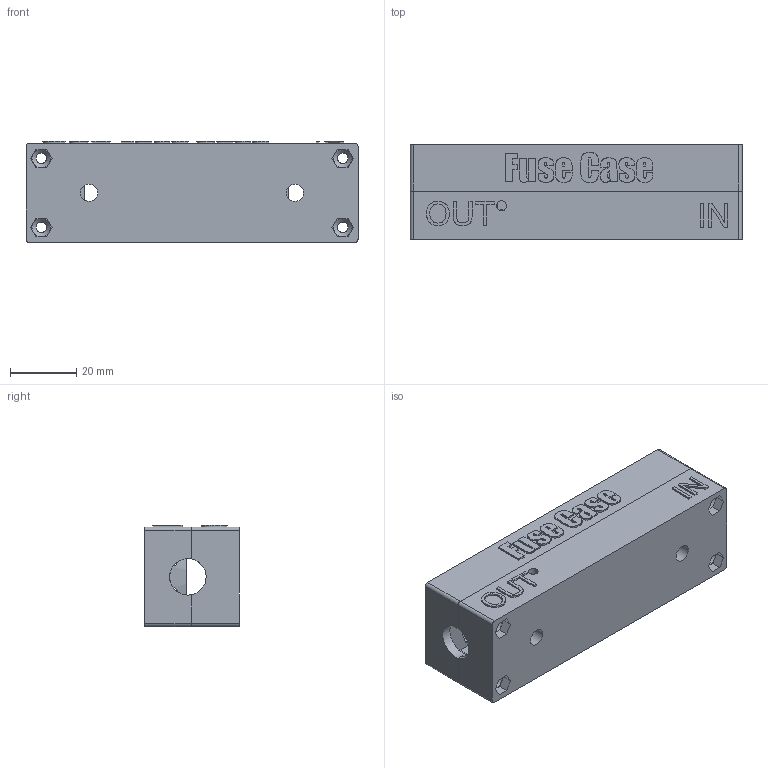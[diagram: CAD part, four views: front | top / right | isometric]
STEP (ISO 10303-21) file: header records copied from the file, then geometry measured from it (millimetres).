
FILE_DESCRIPTION(/* description */ (''),/* implementation_level */ '2;1');
FILE_NAME(/* name */ 'ANL_Fuse_Case.step',/* time_stamp */ '2019-08-28T08:25:43+02:00',/* author */ ('marc328'),/* organization */ (''),/* preprocessor_version */ 'ST-DEVELOPER v17.2',/* originating_system */ 'Autodesk Translation Framework v7.6.0.251',/* authorisation */ '');
FILE_SCHEMA (('AUTOMOTIVE_DESIGN { 1 0 10303 214 3 1 1 }'));
Length unit declared in the file: millimetre
Products named in the file (1): ANL_Fuse_Case
Bounding box: 100 x 28.5 x 30.5 mm (x, y, z)
Volume: 42054 mm3; surface area: 26715.5 mm2
Topology: 2 solids, 2 shells, 507 faces, 1437 edges, 951 vertices
Faces by surface type: plane 245, bspline 190, cylinder 64, cone 8
Full cylindrical faces by diameter (mm): 3 x2, 3.2 x8, 5.2 x2, 6 x6, 7 x4, 18 x2
Entity records: 18630 total; most frequent: CARTESIAN_POINT 6534, ORIENTED_EDGE 2874, DIRECTION 1832, EDGE_CURVE 1437, VERTEX_POINT 951, LINE 870, VECTOR 870, EDGE_LOOP 580
